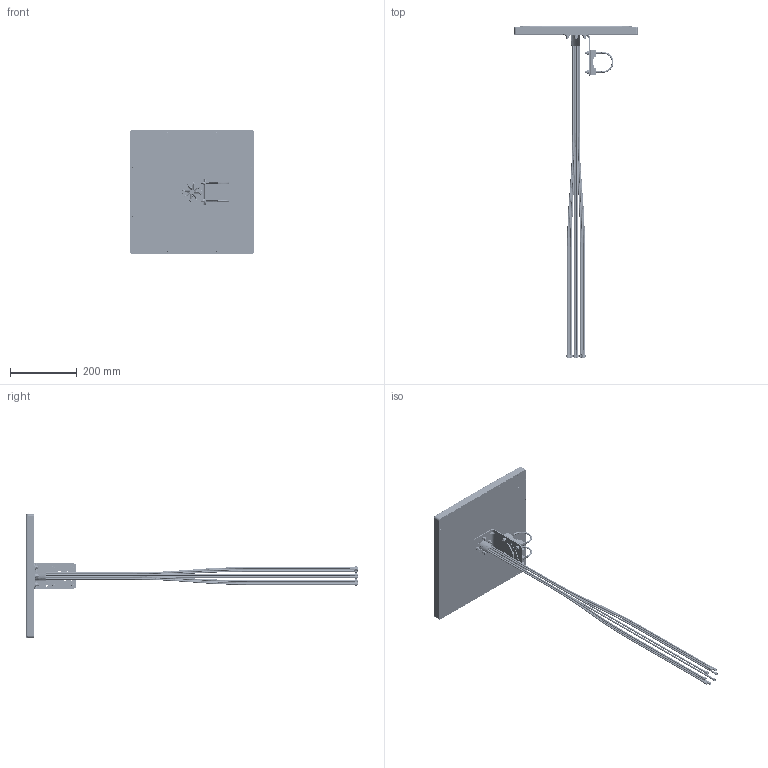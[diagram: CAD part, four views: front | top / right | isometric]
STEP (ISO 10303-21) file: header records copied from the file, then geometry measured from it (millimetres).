
FILE_DESCRIPTION (( 'STEP AP214' ), '1' );
FILE_NAME ('FMANFP1076_3D.step', '2024-03-05T16:42:21', ( '' ), ( '' ), 'SwSTEP 2.0', 'SolidWorks 2022', '' );
FILE_SCHEMA (( 'AUTOMOTIVE_DESIGN' ));
Length unit declared in the file: inch
Products named in the file (19): 370X370X25TIANXIANZHAO^PEANFP1074_FMANFP1076; DIANLAN122^PEANFP1074_FMANFP1076; DIBAN122^PEANFP1074_FMANFP1076; LZAB10K^PEANFP1074_FMANFP1076; PE4769-LV; LUOMU_M6^PEANFP1074_FMANFP1076; LABEL^FMANFP1076; JM_TA_ASM^PEANFP1074_FMANFP1076; JM_TA_02^JM_TA_ASM_PEANFP1074_FMANFP1076; KA3X10^PEANFP1074_FMANFP1076; FMANFP1076_3D; JM_TA_01^JM_TA_ASM_PEANFP1074_FMANFP1076; TANJIE_6^JM_TA_ASM_PEANFP1074_FMANFP1076; DIANPIAN_6X13X1^PEANFP1074_FMANFP1076; JM_TA_03^JM_TA_ASM_PEANFP1074_FMANFP1076; LUOMU_M6^JM_TA_ASM_PEANFP1074_FMANFP1076; DIANPIAN_6X13X1^JM_TA_ASM_PEANFP1074_FMANFP1076; TANJIE_6^PEANFP1074_FMANFP1076; PEANFP1074^FMANFP1076
Assembly tree (64 placements, depth 4):
  FMANFP1076_3D
    PEANFP1074^FMANFP1076
      JM_TA_ASM^PEANFP1074_FMANFP1076
        JM_TA_01^JM_TA_ASM_PEANFP1074_FMANFP1076
        JM_TA_02^JM_TA_ASM_PEANFP1074_FMANFP1076  x2
        JM_TA_03^JM_TA_ASM_PEANFP1074_FMANFP1076  x2
        DIANPIAN_6X13X1^JM_TA_ASM_PEANFP1074_FMANFP1076  x4
        TANJIE_6^JM_TA_ASM_PEANFP1074_FMANFP1076  x4
        LUOMU_M6^JM_TA_ASM_PEANFP1074_FMANFP1076  x4
      370X370X25TIANXIANZHAO^PEANFP1074_FMANFP1076
      DIBAN122^PEANFP1074_FMANFP1076
      DIANLAN122^PEANFP1074_FMANFP1076
      LZAB10K^PEANFP1074_FMANFP1076
      DIANPIAN_6X13X1^PEANFP1074_FMANFP1076  x4
      TANJIE_6^PEANFP1074_FMANFP1076  x4
      LUOMU_M6^PEANFP1074_FMANFP1076  x4
      KA3X10^PEANFP1074_FMANFP1076  x20
    PE4769-LV  x8
    LABEL^FMANFP1076
Bounding box: 369 x 992.31 x 369 mm (x, y, z)
Volume: 813372.2 mm3; surface area: 881325.8 mm2
Topology: 77 solids, 77 shells, 3778 faces, 10423 edges, 6857 vertices
Faces by surface type: cylinder 1302, plane 1038, bspline 679, cone 575, torus 184
Entity records: 103148 total; most frequent: CARTESIAN_POINT 67507, ORIENTED_EDGE 8040, DIRECTION 6133, EDGE_CURVE 4020, VERTEX_POINT 2662, AXIS2_PLACEMENT_3D 2446, EDGE_LOOP 1606, B_SPLINE_CURVE_WITH_KNOTS 1535
